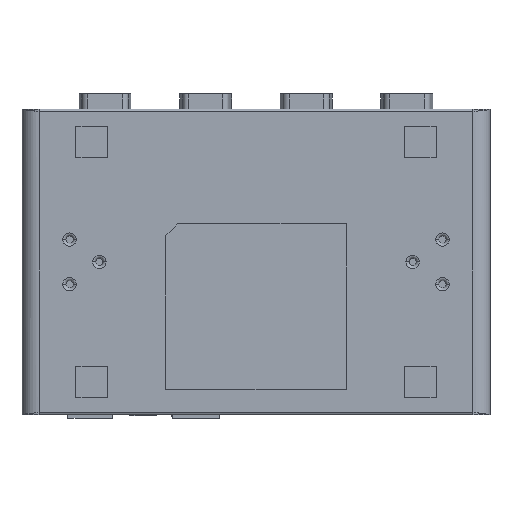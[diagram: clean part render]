
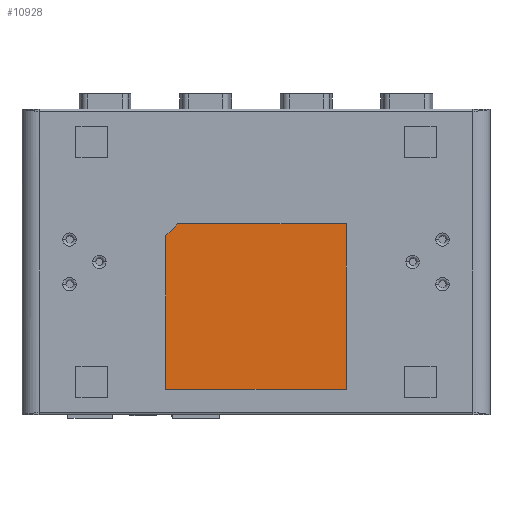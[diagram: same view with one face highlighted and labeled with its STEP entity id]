
A CAD part, front view. The second image highlights one B-rep face of the part: STEP entity #10928.
In plain terms, the highlighted planar face has unit normal (0, -1, 0).
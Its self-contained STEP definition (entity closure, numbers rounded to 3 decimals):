
#3817=DIRECTION('',(1.,0.,0.));
#3818=VECTOR('',#3817,60.6);
#3819=CARTESIAN_POINT('',(-30.3,-0.3,-42.8));
#3820=LINE('',#3819,#3818);
#3821=DIRECTION('',(0.,0.,-1.));
#3822=VECTOR('',#3821,51.6);
#3823=CARTESIAN_POINT('',(-30.3,-0.3,8.8));
#3824=LINE('',#3823,#3822);
#3825=DIRECTION('',(-0.707,0.,-0.707));
#3826=VECTOR('',#3825,5.657);
#3827=CARTESIAN_POINT('',(-26.3,-0.3,12.8));
#3828=LINE('',#3827,#3826);
#3829=DIRECTION('',(-1.,0.,0.));
#3830=VECTOR('',#3829,56.6);
#3831=CARTESIAN_POINT('',(30.3,-0.3,12.8));
#3832=LINE('',#3831,#3830);
#3833=DIRECTION('',(0.,0.,1.));
#3834=VECTOR('',#3833,55.6);
#3835=CARTESIAN_POINT('',(30.3,-0.3,-42.8));
#3836=LINE('',#3835,#3834);
#5049=CARTESIAN_POINT('',(-30.3,-0.3,-42.8));
#5050=CARTESIAN_POINT('',(30.3,-0.3,-42.8));
#5051=VERTEX_POINT('',#5049);
#5052=VERTEX_POINT('',#5050);
#5053=CARTESIAN_POINT('',(30.3,-0.3,12.8));
#5054=VERTEX_POINT('',#5053);
#5055=CARTESIAN_POINT('',(-26.3,-0.3,12.8));
#5056=VERTEX_POINT('',#5055);
#5057=CARTESIAN_POINT('',(-30.3,-0.3,8.8));
#5058=VERTEX_POINT('',#5057);
#10916=CARTESIAN_POINT('',(0.,-0.3,0.));
#10917=DIRECTION('',(0.,-1.,0.));
#10918=DIRECTION('',(0.,0.,-1.));
#10919=AXIS2_PLACEMENT_3D('',#10916,#10917,#10918);
#10920=PLANE('',#10919);
#10921=ORIENTED_EDGE('',*,*,#10854,.F.);
#10922=ORIENTED_EDGE('',*,*,#10869,.F.);
#10923=ORIENTED_EDGE('',*,*,#10883,.F.);
#10924=ORIENTED_EDGE('',*,*,#10897,.F.);
#10925=ORIENTED_EDGE('',*,*,#10910,.F.);
#10926=EDGE_LOOP('',(#10921,#10922,#10923,#10924,#10925));
#10927=FACE_OUTER_BOUND('',#10926,.F.);
#10928=ADVANCED_FACE('',(#10927),#10920,.T.);
#10854=EDGE_CURVE('',#5051,#5052,#3820,.T.);
#10869=EDGE_CURVE('',#5058,#5051,#3824,.T.);
#10883=EDGE_CURVE('',#5056,#5058,#3828,.T.);
#10897=EDGE_CURVE('',#5054,#5056,#3832,.T.);
#10910=EDGE_CURVE('',#5052,#5054,#3836,.T.);
